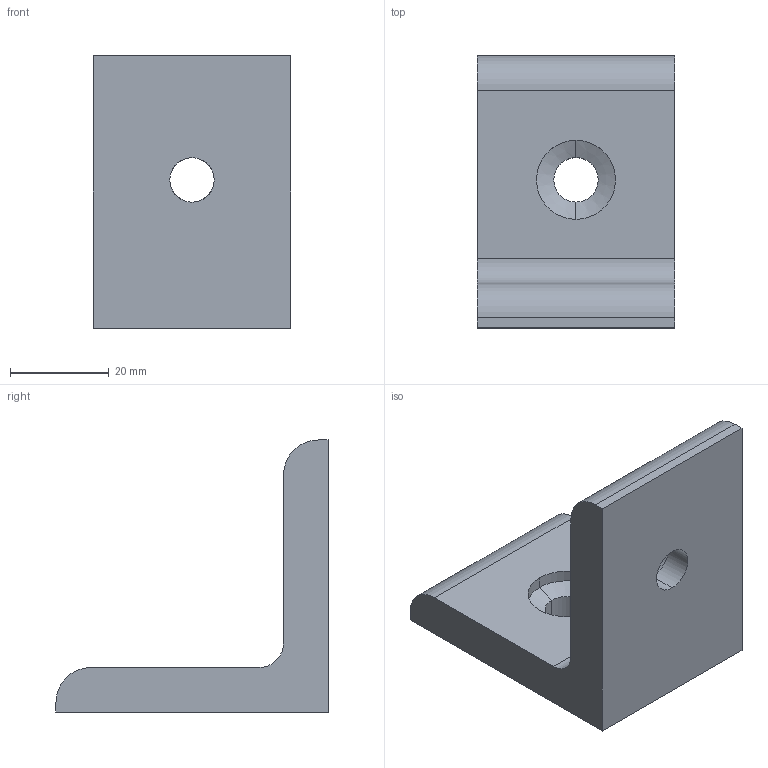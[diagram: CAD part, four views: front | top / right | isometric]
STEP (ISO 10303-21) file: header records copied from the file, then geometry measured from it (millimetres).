
FILE_DESCRIPTION (( 'STEP AP214' ), '1' );
FILE_NAME ('A386 Óãëîâîé àëþìèíèåâûé ñîåäèíèòåëü 45õ45, S=9.STEP', '2020-07-24T13:02:42', ( 'Ïîëüçîâàòåëü Windows' ), ( '' ), 'SwSTEP 2.0', 'SolidWorks 2020', '' );
FILE_SCHEMA (( 'AUTOMOTIVE_DESIGN' ));
Length unit declared in the file: millimetre
Products named in the file (1): A386 Óãëîâîé àëþìèíèåâûé ñîåäèíèòåëü 45õ45, S=9
Bounding box: 40 x 55.1 x 55.1 mm (x, y, z)
Volume: 33861.4 mm3; surface area: 10588.5 mm2
Topology: 1 solids, 1 shells, 23 faces, 59 edges, 38 vertices
Faces by surface type: cylinder 11, plane 8, cone 2, bspline 2
Entity records: 765 total; most frequent: CARTESIAN_POINT 149, DIRECTION 127, ORIENTED_EDGE 118, EDGE_CURVE 59, AXIS2_PLACEMENT_3D 48, VERTEX_POINT 38, VECTOR 31, LINE 31
